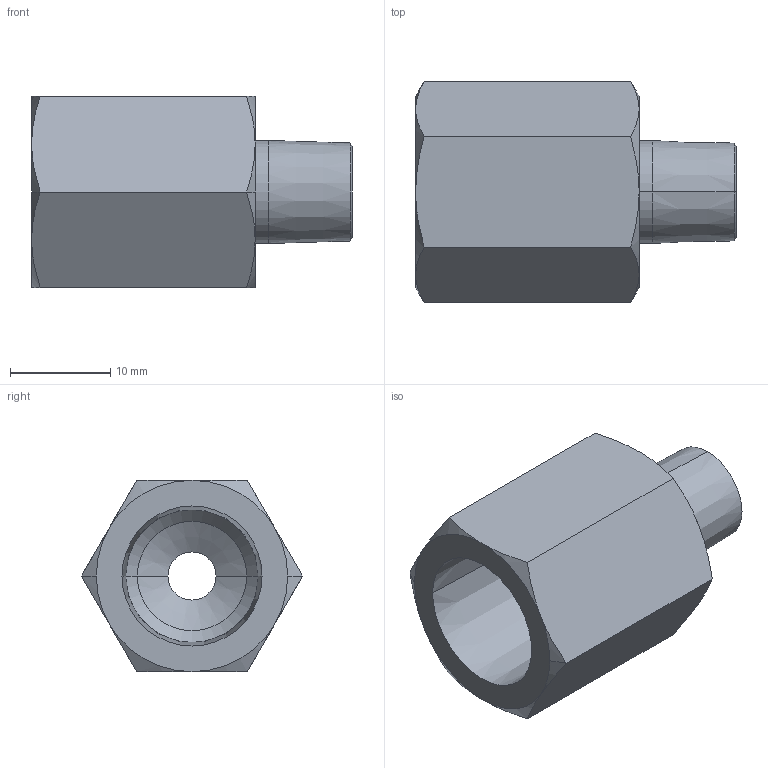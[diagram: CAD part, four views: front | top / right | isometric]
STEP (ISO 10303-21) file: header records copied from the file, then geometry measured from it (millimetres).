
FILE_DESCRIPTION(('STEP AP203'),'1');
FILE_NAME('ira_2-4n.stp','2022-12-17T00:59:53',('TraceParts'),('TraceParts S.A.'),'Spatial InterOp 3D',' ',' ');
FILE_SCHEMA(('CONFIG_CONTROL_DESIGN'));
Length unit declared in the file: millimetre
Products named in the file (1): 1
Bounding box: 32 x 22.05 x 19.1 mm (x, y, z)
Volume: 5459.5 mm3; surface area: 3134.1 mm2
Topology: 1 solids, 1 shells, 43 faces, 92 edges, 52 vertices
Faces by surface type: cone 28, plane 9, cylinder 6
Entity records: 1166 total; most frequent: CARTESIAN_POINT 236, DIRECTION 196, ORIENTED_EDGE 184, EDGE_CURVE 92, AXIS2_PLACEMENT_3D 84, VERTEX_POINT 52, EDGE_LOOP 46, ADVANCED_FACE 43
